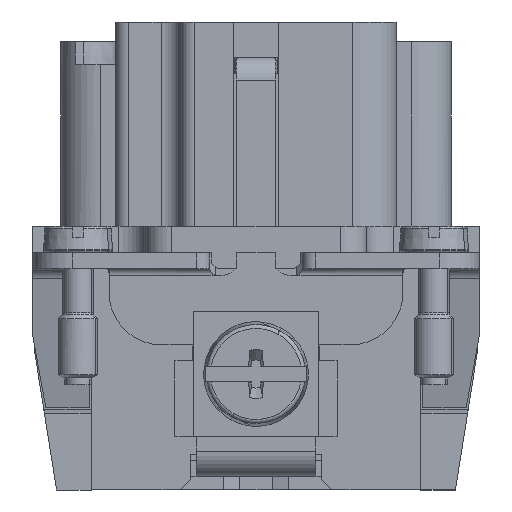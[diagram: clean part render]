
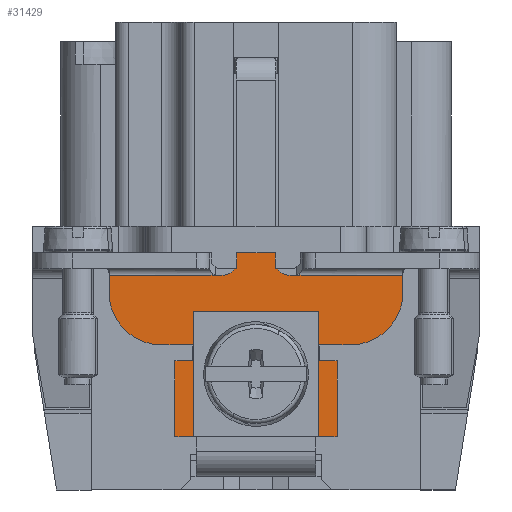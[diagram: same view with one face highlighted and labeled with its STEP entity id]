
A CAD part, front view. The second image highlights one B-rep face of the part: STEP entity #31429.
In plain terms, the highlighted planar face has unit normal (0, -1, 0).
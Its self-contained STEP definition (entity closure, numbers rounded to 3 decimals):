
#12447=AXIS2_PLACEMENT_3D('Plane Axis2P3D',#12444,#12445,#12446) ;
#31286=AXIS2_PLACEMENT_3D('Circle Axis2P3D',#31284,#31285,$) ;
#31321=AXIS2_PLACEMENT_3D('Circle Axis2P3D',#31319,#31320,$) ;
#31326=AXIS2_PLACEMENT_3D('Circle Axis2P3D',#31324,#31325,$) ;
#31361=AXIS2_PLACEMENT_3D('Circle Axis2P3D',#31359,#31360,$) ;
#12429=CARTESIAN_POINT('Vertex',(18.45,9.05,18.3)) ;
#12444=CARTESIAN_POINT('Axis2P3D Location',(16.95,9.05,16.8)) ;
#12479=CARTESIAN_POINT('Vertex',(15.45,9.05,18.3)) ;
#21737=CARTESIAN_POINT('Line Origine',(16.95,9.05,18.3)) ;
#21780=CARTESIAN_POINT('Line Origine',(18.45,9.05,17.8)) ;
#21784=CARTESIAN_POINT('Vertex',(18.45,9.05,17.3)) ;
#21871=CARTESIAN_POINT('Vertex',(15.45,9.05,17.3)) ;
#21874=CARTESIAN_POINT('Line Origine',(15.45,9.05,17.8)) ;
#31226=CARTESIAN_POINT('Line Origine',(12.2,9.05,8.8)) ;
#31230=CARTESIAN_POINT('Vertex',(12.2,9.05,4.05)) ;
#31232=CARTESIAN_POINT('Vertex',(12.2,9.05,13.55)) ;
#31235=CARTESIAN_POINT('Line Origine',(16.95,9.05,13.55)) ;
#31239=CARTESIAN_POINT('Vertex',(21.7,9.05,13.55)) ;
#31242=CARTESIAN_POINT('Line Origine',(21.7,9.05,8.8)) ;
#31246=CARTESIAN_POINT('Vertex',(21.7,9.05,4.05)) ;
#31249=CARTESIAN_POINT('Line Origine',(22.4,9.05,4.05)) ;
#31253=CARTESIAN_POINT('Vertex',(23.1,9.05,4.05)) ;
#31256=CARTESIAN_POINT('Line Origine',(23.1,9.05,6.925)) ;
#31260=CARTESIAN_POINT('Vertex',(23.1,9.05,9.8)) ;
#31263=CARTESIAN_POINT('Line Origine',(22.425,9.05,9.8)) ;
#31267=CARTESIAN_POINT('Vertex',(21.75,9.05,9.8)) ;
#31270=CARTESIAN_POINT('Line Origine',(21.75,9.05,10.4)) ;
#31274=CARTESIAN_POINT('Vertex',(21.75,9.05,11.)) ;
#31277=CARTESIAN_POINT('Line Origine',(22.925,9.05,11.)) ;
#31281=CARTESIAN_POINT('Vertex',(24.1,9.05,11.)) ;
#31284=CARTESIAN_POINT('Axis2P3D Location',(24.1,9.05,15.)) ;
#31288=CARTESIAN_POINT('Vertex',(28.1,9.05,15.)) ;
#31291=CARTESIAN_POINT('Line Origine',(28.1,9.05,15.65)) ;
#31295=CARTESIAN_POINT('Vertex',(28.1,9.05,16.3)) ;
#31298=CARTESIAN_POINT('Line Origine',(24.275,9.05,16.3)) ;
#31302=CARTESIAN_POINT('Vertex',(20.45,9.05,16.3)) ;
#31305=CARTESIAN_POINT('Line Origine',(20.2,9.05,16.3)) ;
#31309=CARTESIAN_POINT('Vertex',(19.95,9.05,16.3)) ;
#31312=CARTESIAN_POINT('Line Origine',(19.7,9.05,16.3)) ;
#31316=CARTESIAN_POINT('Vertex',(19.45,9.05,16.3)) ;
#31319=CARTESIAN_POINT('Axis2P3D Location',(19.45,9.05,17.3)) ;
#31324=CARTESIAN_POINT('Axis2P3D Location',(14.45,9.05,17.3)) ;
#31328=CARTESIAN_POINT('Vertex',(14.45,9.05,16.3)) ;
#31331=CARTESIAN_POINT('Line Origine',(14.2,9.05,16.3)) ;
#31335=CARTESIAN_POINT('Vertex',(13.95,9.05,16.3)) ;
#31338=CARTESIAN_POINT('Line Origine',(13.7,9.05,16.3)) ;
#31342=CARTESIAN_POINT('Vertex',(13.45,9.05,16.3)) ;
#31345=CARTESIAN_POINT('Line Origine',(9.625,9.05,16.3)) ;
#31349=CARTESIAN_POINT('Vertex',(5.8,9.05,16.3)) ;
#31352=CARTESIAN_POINT('Line Origine',(5.8,9.05,15.65)) ;
#31356=CARTESIAN_POINT('Vertex',(5.8,9.05,15.)) ;
#31359=CARTESIAN_POINT('Axis2P3D Location',(9.8,9.05,15.)) ;
#31363=CARTESIAN_POINT('Vertex',(9.8,9.05,11.)) ;
#31366=CARTESIAN_POINT('Line Origine',(10.975,9.05,11.)) ;
#31370=CARTESIAN_POINT('Vertex',(12.15,9.05,11.)) ;
#31373=CARTESIAN_POINT('Line Origine',(12.15,9.05,10.4)) ;
#31377=CARTESIAN_POINT('Vertex',(12.15,9.05,9.8)) ;
#31380=CARTESIAN_POINT('Line Origine',(11.475,9.05,9.8)) ;
#31384=CARTESIAN_POINT('Vertex',(10.8,9.05,9.8)) ;
#31387=CARTESIAN_POINT('Line Origine',(10.8,9.05,6.925)) ;
#31391=CARTESIAN_POINT('Vertex',(10.8,9.05,4.05)) ;
#31394=CARTESIAN_POINT('Line Origine',(11.5,9.05,4.05)) ;
#12445=DIRECTION('Axis2P3D Direction',(0.,1.,0.)) ;
#12446=DIRECTION('Axis2P3D XDirection',(1.,0.,0.)) ;
#21738=DIRECTION('Vector Direction',(-1.,0.,0.)) ;
#21781=DIRECTION('Vector Direction',(0.,0.,-1.)) ;
#21875=DIRECTION('Vector Direction',(0.,0.,-1.)) ;
#31227=DIRECTION('Vector Direction',(0.,0.,1.)) ;
#31236=DIRECTION('Vector Direction',(-1.,0.,0.)) ;
#31243=DIRECTION('Vector Direction',(0.,0.,-1.)) ;
#31250=DIRECTION('Vector Direction',(-1.,0.,0.)) ;
#31257=DIRECTION('Vector Direction',(0.,0.,1.)) ;
#31264=DIRECTION('Vector Direction',(1.,0.,0.)) ;
#31271=DIRECTION('Vector Direction',(0.,0.,1.)) ;
#31278=DIRECTION('Vector Direction',(-1.,0.,0.)) ;
#31285=DIRECTION('Axis2P3D Direction',(0.,1.,0.)) ;
#31292=DIRECTION('Vector Direction',(0.,0.,1.)) ;
#31299=DIRECTION('Vector Direction',(1.,0.,0.)) ;
#31306=DIRECTION('Vector Direction',(1.,0.,0.)) ;
#31313=DIRECTION('Vector Direction',(1.,0.,0.)) ;
#31320=DIRECTION('Axis2P3D Direction',(0.,1.,0.)) ;
#31325=DIRECTION('Axis2P3D Direction',(0.,1.,0.)) ;
#31332=DIRECTION('Vector Direction',(1.,0.,0.)) ;
#31339=DIRECTION('Vector Direction',(1.,0.,0.)) ;
#31346=DIRECTION('Vector Direction',(1.,0.,0.)) ;
#31353=DIRECTION('Vector Direction',(0.,0.,-1.)) ;
#31360=DIRECTION('Axis2P3D Direction',(0.,1.,0.)) ;
#31367=DIRECTION('Vector Direction',(-1.,0.,0.)) ;
#31374=DIRECTION('Vector Direction',(0.,0.,-1.)) ;
#31381=DIRECTION('Vector Direction',(1.,0.,0.)) ;
#31388=DIRECTION('Vector Direction',(0.,0.,-1.)) ;
#31395=DIRECTION('Vector Direction',(-1.,0.,0.)) ;
#21739=VECTOR('Line Direction',#21738,1.) ;
#21782=VECTOR('Line Direction',#21781,1.) ;
#21876=VECTOR('Line Direction',#21875,1.) ;
#31228=VECTOR('Line Direction',#31227,1.) ;
#31237=VECTOR('Line Direction',#31236,1.) ;
#31244=VECTOR('Line Direction',#31243,1.) ;
#31251=VECTOR('Line Direction',#31250,1.) ;
#31258=VECTOR('Line Direction',#31257,1.) ;
#31265=VECTOR('Line Direction',#31264,1.) ;
#31272=VECTOR('Line Direction',#31271,1.) ;
#31279=VECTOR('Line Direction',#31278,1.) ;
#31293=VECTOR('Line Direction',#31292,1.) ;
#31300=VECTOR('Line Direction',#31299,1.) ;
#31307=VECTOR('Line Direction',#31306,1.) ;
#31314=VECTOR('Line Direction',#31313,1.) ;
#31333=VECTOR('Line Direction',#31332,1.) ;
#31340=VECTOR('Line Direction',#31339,1.) ;
#31347=VECTOR('Line Direction',#31346,1.) ;
#31354=VECTOR('Line Direction',#31353,1.) ;
#31368=VECTOR('Line Direction',#31367,1.) ;
#31375=VECTOR('Line Direction',#31374,1.) ;
#31382=VECTOR('Line Direction',#31381,1.) ;
#31389=VECTOR('Line Direction',#31388,1.) ;
#31396=VECTOR('Line Direction',#31395,1.) ;
#31400=ORIENTED_EDGE('',*,*,#31234,.T.) ;
#31401=ORIENTED_EDGE('',*,*,#31241,.F.) ;
#31402=ORIENTED_EDGE('',*,*,#31248,.T.) ;
#31403=ORIENTED_EDGE('',*,*,#31255,.F.) ;
#31404=ORIENTED_EDGE('',*,*,#31262,.F.) ;
#31405=ORIENTED_EDGE('',*,*,#31269,.F.) ;
#31406=ORIENTED_EDGE('',*,*,#31276,.F.) ;
#31407=ORIENTED_EDGE('',*,*,#31283,.F.) ;
#31408=ORIENTED_EDGE('',*,*,#31290,.F.) ;
#31409=ORIENTED_EDGE('',*,*,#31297,.F.) ;
#31410=ORIENTED_EDGE('',*,*,#31304,.F.) ;
#31411=ORIENTED_EDGE('',*,*,#31311,.T.) ;
#31412=ORIENTED_EDGE('',*,*,#31318,.F.) ;
#31413=ORIENTED_EDGE('',*,*,#31323,.T.) ;
#31414=ORIENTED_EDGE('',*,*,#21786,.F.) ;
#31415=ORIENTED_EDGE('',*,*,#21741,.T.) ;
#31416=ORIENTED_EDGE('',*,*,#21878,.T.) ;
#31417=ORIENTED_EDGE('',*,*,#31330,.T.) ;
#31418=ORIENTED_EDGE('',*,*,#31337,.F.) ;
#31419=ORIENTED_EDGE('',*,*,#31344,.T.) ;
#31420=ORIENTED_EDGE('',*,*,#31351,.F.) ;
#31421=ORIENTED_EDGE('',*,*,#31358,.F.) ;
#31422=ORIENTED_EDGE('',*,*,#31365,.F.) ;
#31423=ORIENTED_EDGE('',*,*,#31372,.F.) ;
#31424=ORIENTED_EDGE('',*,*,#31379,.F.) ;
#31425=ORIENTED_EDGE('',*,*,#31386,.F.) ;
#31426=ORIENTED_EDGE('',*,*,#31393,.F.) ;
#31427=ORIENTED_EDGE('',*,*,#31398,.F.) ;
#31429=ADVANCED_FACE('Hauptk\X2\00F6\X0\rper',(#31428),#12448,.F.) ;
#31287=CIRCLE('generated circle',#31286,4.) ;
#31322=CIRCLE('generated circle',#31321,1.) ;
#31327=CIRCLE('generated circle',#31326,1.) ;
#31362=CIRCLE('generated circle',#31361,4.) ;
#21741=EDGE_CURVE('',#12430,#12480,#21740,.T.) ;
#21786=EDGE_CURVE('',#12430,#21785,#21783,.T.) ;
#21878=EDGE_CURVE('',#12480,#21872,#21877,.T.) ;
#31234=EDGE_CURVE('',#31231,#31233,#31229,.T.) ;
#31241=EDGE_CURVE('',#31240,#31233,#31238,.T.) ;
#31248=EDGE_CURVE('',#31240,#31247,#31245,.T.) ;
#31255=EDGE_CURVE('',#31254,#31247,#31252,.T.) ;
#31262=EDGE_CURVE('',#31261,#31254,#31259,.F.) ;
#31269=EDGE_CURVE('',#31268,#31261,#31266,.T.) ;
#31276=EDGE_CURVE('',#31275,#31268,#31273,.F.) ;
#31283=EDGE_CURVE('',#31282,#31275,#31280,.T.) ;
#31290=EDGE_CURVE('',#31289,#31282,#31287,.T.) ;
#31297=EDGE_CURVE('',#31296,#31289,#31294,.F.) ;
#31304=EDGE_CURVE('',#31303,#31296,#31301,.T.) ;
#31311=EDGE_CURVE('',#31303,#31310,#31308,.F.) ;
#31318=EDGE_CURVE('',#31317,#31310,#31315,.T.) ;
#31323=EDGE_CURVE('',#31317,#21785,#31322,.T.) ;
#31330=EDGE_CURVE('',#21872,#31329,#31327,.T.) ;
#31337=EDGE_CURVE('',#31336,#31329,#31334,.T.) ;
#31344=EDGE_CURVE('',#31336,#31343,#31341,.F.) ;
#31351=EDGE_CURVE('',#31350,#31343,#31348,.T.) ;
#31358=EDGE_CURVE('',#31357,#31350,#31355,.F.) ;
#31365=EDGE_CURVE('',#31364,#31357,#31362,.T.) ;
#31372=EDGE_CURVE('',#31371,#31364,#31369,.T.) ;
#31379=EDGE_CURVE('',#31378,#31371,#31376,.F.) ;
#31386=EDGE_CURVE('',#31385,#31378,#31383,.T.) ;
#31393=EDGE_CURVE('',#31392,#31385,#31390,.F.) ;
#31398=EDGE_CURVE('',#31231,#31392,#31397,.T.) ;
#31399=EDGE_LOOP('',(#31400,#31401,#31402,#31403,#31404,#31405,#31406,#31407,#31408,#31409,#31410,#31411,#31412,#31413,#31414,#31415,#31416,#31417,#31418,#31419,#31420,#31421,#31422,#31423,#31424,#31425,#31426,#31427)) ;
#31428=FACE_OUTER_BOUND('',#31399,.T.) ;
#21740=LINE('Line',#21737,#21739) ;
#21783=LINE('Line',#21780,#21782) ;
#21877=LINE('Line',#21874,#21876) ;
#31229=LINE('Line',#31226,#31228) ;
#31238=LINE('Line',#31235,#31237) ;
#31245=LINE('Line',#31242,#31244) ;
#31252=LINE('Line',#31249,#31251) ;
#31259=LINE('Line',#31256,#31258) ;
#31266=LINE('Line',#31263,#31265) ;
#31273=LINE('Line',#31270,#31272) ;
#31280=LINE('Line',#31277,#31279) ;
#31294=LINE('Line',#31291,#31293) ;
#31301=LINE('Line',#31298,#31300) ;
#31308=LINE('Line',#31305,#31307) ;
#31315=LINE('Line',#31312,#31314) ;
#31334=LINE('Line',#31331,#31333) ;
#31341=LINE('Line',#31338,#31340) ;
#31348=LINE('Line',#31345,#31347) ;
#31355=LINE('Line',#31352,#31354) ;
#31369=LINE('Line',#31366,#31368) ;
#31376=LINE('Line',#31373,#31375) ;
#31383=LINE('Line',#31380,#31382) ;
#31390=LINE('Line',#31387,#31389) ;
#31397=LINE('Line',#31394,#31396) ;
#12448=PLANE('',#12447) ;
#12430=VERTEX_POINT('',#12429) ;
#12480=VERTEX_POINT('',#12479) ;
#21785=VERTEX_POINT('',#21784) ;
#21872=VERTEX_POINT('',#21871) ;
#31231=VERTEX_POINT('',#31230) ;
#31233=VERTEX_POINT('',#31232) ;
#31240=VERTEX_POINT('',#31239) ;
#31247=VERTEX_POINT('',#31246) ;
#31254=VERTEX_POINT('',#31253) ;
#31261=VERTEX_POINT('',#31260) ;
#31268=VERTEX_POINT('',#31267) ;
#31275=VERTEX_POINT('',#31274) ;
#31282=VERTEX_POINT('',#31281) ;
#31289=VERTEX_POINT('',#31288) ;
#31296=VERTEX_POINT('',#31295) ;
#31303=VERTEX_POINT('',#31302) ;
#31310=VERTEX_POINT('',#31309) ;
#31317=VERTEX_POINT('',#31316) ;
#31329=VERTEX_POINT('',#31328) ;
#31336=VERTEX_POINT('',#31335) ;
#31343=VERTEX_POINT('',#31342) ;
#31350=VERTEX_POINT('',#31349) ;
#31357=VERTEX_POINT('',#31356) ;
#31364=VERTEX_POINT('',#31363) ;
#31371=VERTEX_POINT('',#31370) ;
#31378=VERTEX_POINT('',#31377) ;
#31385=VERTEX_POINT('',#31384) ;
#31392=VERTEX_POINT('',#31391) ;
